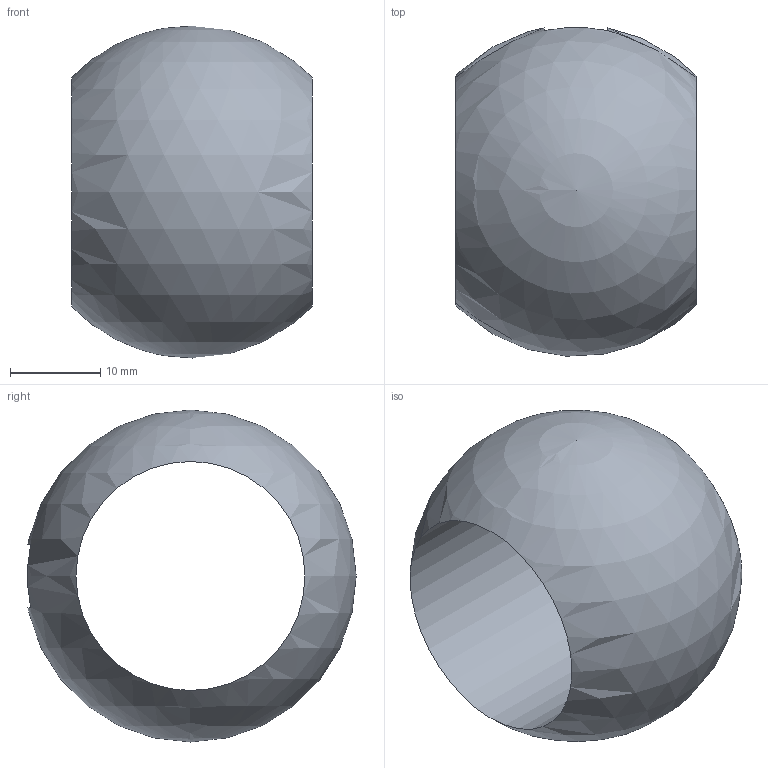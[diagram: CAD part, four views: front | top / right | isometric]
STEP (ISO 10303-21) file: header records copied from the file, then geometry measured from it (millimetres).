
FILE_DESCRIPTION(/* description */ (''),/* implementation_level */ '2;1');
FILE_NAME(/* name */ 'Ball Valve 2.step',/* time_stamp */ '2023-06-13T18:42:28-07:00',/* author */ (''),/* organization */ (''),/* preprocessor_version */ 'ST-DEVELOPER v19.2',/* originating_system */ 'Autodesk Translation Framework v12.6.0.85',/* authorisation */ '');
FILE_SCHEMA (('AUTOMOTIVE_DESIGN { 1 0 10303 214 3 1 1 }'));
Length unit declared in the file: inch
Products named in the file (1): Ball Valve 2
Bounding box: 26.67 x 36.43 x 36.83 mm (x, y, z)
Volume: 9750.4 mm3; surface area: 5311 mm2
Topology: 1 solids, 1 shells, 7 faces, 21 edges, 14 vertices
Faces by surface type: plane 5, cylinder 1, sphere 1
Full cylindrical faces by diameter (mm): 25.4 x1
Entity records: 274 total; most frequent: DIRECTION 45, CARTESIAN_POINT 41, ORIENTED_EDGE 38, EDGE_CURVE 19, AXIS2_PLACEMENT_3D 18, VERTEX_POINT 14, CIRCLE 10, EDGE_LOOP 9
